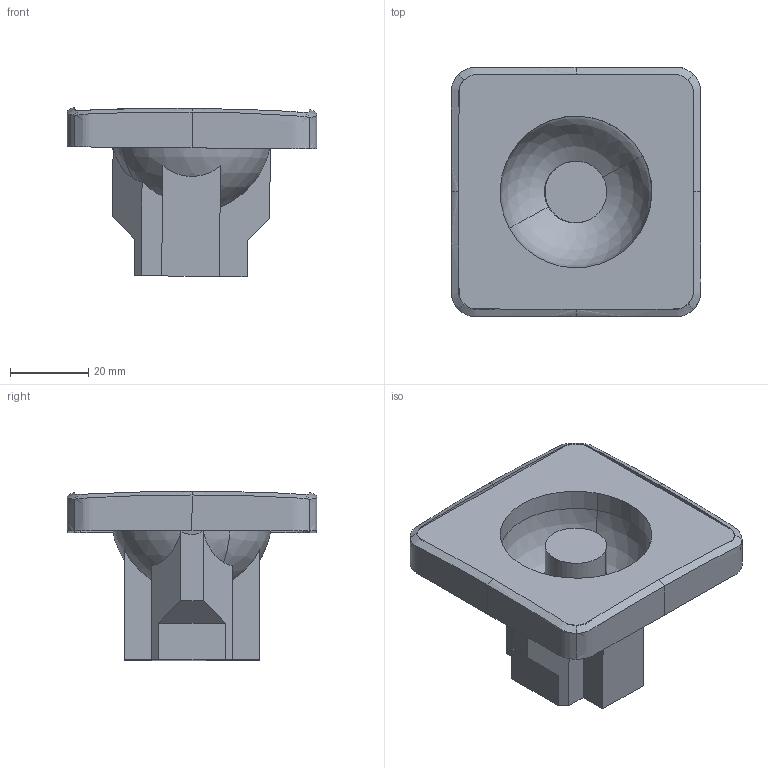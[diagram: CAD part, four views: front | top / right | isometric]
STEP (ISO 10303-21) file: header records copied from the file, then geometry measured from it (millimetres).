
FILE_DESCRIPTION(('CATIA V5 STEP Exchange','CAx-IF Rec.Pracs.--- Model Styling and Organization---1.4--- 2014-01-23'),'2;1');
FILE_NAME('069583.stp','2020-10-21T09:44:02+00:00',('none'),('none'),'CATIA Version 5-6 Release 2017 SP5','CATIA V5 STEP AP214','none');
FILE_SCHEMA(('AUTOMOTIVE_DESIGN { 1 0 10303 214 1 1 1 1 }'));
Length unit declared in the file: millimetre
Products named in the file (1): Part9
Bounding box: 64 x 64 x 43.43 mm (x, y, z)
Surface area: 17836.5 mm2 (no closed solid volume)
Topology: 0 solids, 1 shells, 74 faces, 192 edges, 123 vertices
Faces by surface type: plane 28, extrusion 28, bspline 10, sphere 4, cylinder 4
Entity records: 9941 total; most frequent: CARTESIAN_POINT 8361, ORIENTED_EDGE 384, EDGE_CURVE 192, DIRECTION 180, B_SPLINE_CURVE_WITH_KNOTS 126, VERTEX_POINT 123, VECTOR 107, LINE 79
